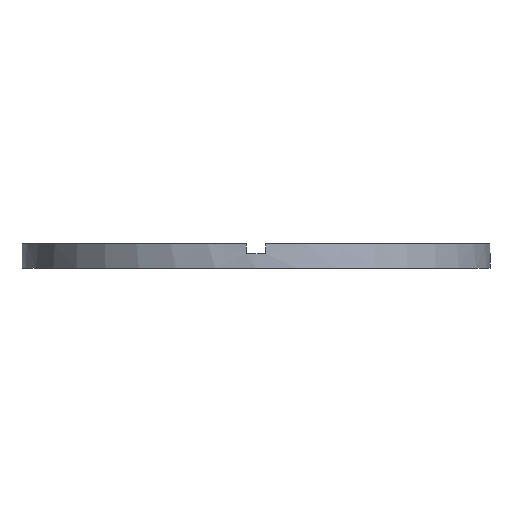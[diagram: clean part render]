
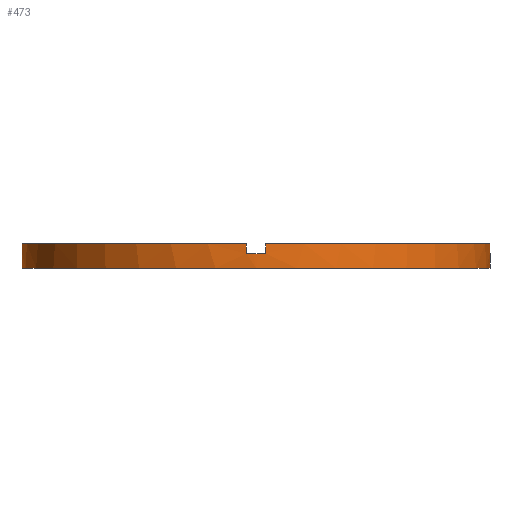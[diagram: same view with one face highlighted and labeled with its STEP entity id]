
A CAD part, front view. The second image highlights one B-rep face of the part: STEP entity #473.
In plain terms, the highlighted cylindrical face has radius 24 mm (diameter 48 mm), a partial arc.
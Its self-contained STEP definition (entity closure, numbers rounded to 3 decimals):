
#2 = CARTESIAN_POINT ( 'NONE',  ( 1., -23.979, 1.5 ) ) ;
#13 = VERTEX_POINT ( 'NONE', #703 ) ;
#18 = ORIENTED_EDGE ( 'NONE', *, *, #378, .F. ) ;
#19 = VERTEX_POINT ( 'NONE', #158 ) ;
#23 = ORIENTED_EDGE ( 'NONE', *, *, #393, .F. ) ;
#29 = VERTEX_POINT ( 'NONE', #502 ) ;
#37 = VECTOR ( 'NONE', #154, 1000. ) ;
#50 = ORIENTED_EDGE ( 'NONE', *, *, #303, .T. ) ;
#65 = CIRCLE ( 'NONE', #683, 24. ) ;
#66 = VERTEX_POINT ( 'NONE', #467 ) ;
#67 = CIRCLE ( 'NONE', #519, 24. ) ;
#75 = LINE ( 'NONE', #716, #326 ) ;
#76 = AXIS2_PLACEMENT_3D ( 'NONE', #133, #174, #425 ) ;
#79 = CARTESIAN_POINT ( 'NONE',  ( 0., 0., 1.5 ) ) ;
#89 = CARTESIAN_POINT ( 'NONE',  ( -24., 0., 2.5 ) ) ;
#128 = AXIS2_PLACEMENT_3D ( 'NONE', #735, #543, #290 ) ;
#130 = CARTESIAN_POINT ( 'NONE',  ( 0., 0., 2.5 ) ) ;
#133 = CARTESIAN_POINT ( 'NONE',  ( 0., 0., 2.5 ) ) ;
#137 = EDGE_CURVE ( 'NONE', #19, #691, #281, .T. ) ;
#141 = DIRECTION ( 'NONE',  ( 0., 0., -1. ) ) ;
#143 = EDGE_CURVE ( 'NONE', #66, #218, #586, .T. ) ;
#154 = DIRECTION ( 'NONE',  ( 0., 0., -1. ) ) ;
#158 = CARTESIAN_POINT ( 'NONE',  ( -23.979, -1., 2.5 ) ) ;
#170 = VERTEX_POINT ( 'NONE', #379 ) ;
#174 = DIRECTION ( 'NONE',  ( 0., 0., -1. ) ) ;
#195 = AXIS2_PLACEMENT_3D ( 'NONE', #130, #727, #518 ) ;
#202 = CARTESIAN_POINT ( 'NONE',  ( -23.979, -1., 1.5 ) ) ;
#208 = CARTESIAN_POINT ( 'NONE',  ( 1., -23.979, 2.5 ) ) ;
#209 = CIRCLE ( 'NONE', #736, 24. ) ;
#210 = CARTESIAN_POINT ( 'NONE',  ( -1., -23.979, 2.5 ) ) ;
#214 = CARTESIAN_POINT ( 'NONE',  ( 0., 0., 2.5 ) ) ;
#217 = EDGE_LOOP ( 'NONE', ( #531, #455, #464, #327, #569, #580, #275, #23, #560, #18, #50, #301 ) ) ;
#218 = VERTEX_POINT ( 'NONE', #551 ) ;
#244 = CARTESIAN_POINT ( 'NONE',  ( 0., 0., 0. ) ) ;
#260 = CARTESIAN_POINT ( 'NONE',  ( -23.979, -1., 2.5 ) ) ;
#275 = ORIENTED_EDGE ( 'NONE', *, *, #449, .T. ) ;
#281 = LINE ( 'NONE', #260, #37 ) ;
#290 = DIRECTION ( 'NONE',  ( 1., 0., 0. ) ) ;
#291 = VERTEX_POINT ( 'NONE', #2 ) ;
#295 = DIRECTION ( 'NONE',  ( 1., 0., 0. ) ) ;
#297 = DIRECTION ( 'NONE',  ( 0., 0., 1. ) ) ;
#301 = ORIENTED_EDGE ( 'NONE', *, *, #768, .T. ) ;
#303 = EDGE_CURVE ( 'NONE', #521, #317, #342, .T. ) ;
#317 = VERTEX_POINT ( 'NONE', #686 ) ;
#325 = CARTESIAN_POINT ( 'NONE',  ( 24., 0., 0. ) ) ;
#326 = VECTOR ( 'NONE', #328, 1000. ) ;
#327 = ORIENTED_EDGE ( 'NONE', *, *, #143, .F. ) ;
#328 = DIRECTION ( 'NONE',  ( 0., 0., -1. ) ) ;
#342 = LINE ( 'NONE', #89, #609 ) ;
#360 = VECTOR ( 'NONE', #485, 1000. ) ;
#361 = DIRECTION ( 'NONE',  ( 0., 0., 1. ) ) ;
#378 = EDGE_CURVE ( 'NONE', #521, #691, #610, .T. ) ;
#379 = CARTESIAN_POINT ( 'NONE',  ( 23.979, -1., 1.5 ) ) ;
#393 = EDGE_CURVE ( 'NONE', #19, #29, #67, .T. ) ;
#425 = DIRECTION ( 'NONE',  ( -1., 0., 0. ) ) ;
#427 = EDGE_CURVE ( 'NONE', #170, #13, #65, .T. ) ;
#430 = VERTEX_POINT ( 'NONE', #325 ) ;
#431 = EDGE_CURVE ( 'NONE', #170, #218, #601, .T. ) ;
#449 = EDGE_CURVE ( 'NONE', #699, #29, #632, .T. ) ;
#454 = CARTESIAN_POINT ( 'NONE',  ( 0., 0., 1.5 ) ) ;
#455 = ORIENTED_EDGE ( 'NONE', *, *, #427, .F. ) ;
#462 = EDGE_CURVE ( 'NONE', #66, #291, #634, .T. ) ;
#464 = ORIENTED_EDGE ( 'NONE', *, *, #431, .T. ) ;
#467 = CARTESIAN_POINT ( 'NONE',  ( 1., -23.979, 2.5 ) ) ;
#470 = DIRECTION ( 'NONE',  ( 1., 0., 0. ) ) ;
#473 = ADVANCED_FACE ( 'NONE', ( #640 ), #607, .T. ) ;
#484 = DIRECTION ( 'NONE',  ( 0., 0., -1. ) ) ;
#485 = DIRECTION ( 'NONE',  ( 0., 0., 1. ) ) ;
#489 = EDGE_CURVE ( 'NONE', #13, #430, #75, .T. ) ;
#490 = AXIS2_PLACEMENT_3D ( 'NONE', #244, #705, #470 ) ;
#502 = CARTESIAN_POINT ( 'NONE',  ( -1., -23.979, 2.5 ) ) ;
#518 = DIRECTION ( 'NONE',  ( 1., 0., 0. ) ) ;
#519 = AXIS2_PLACEMENT_3D ( 'NONE', #214, #678, #295 ) ;
#521 = VERTEX_POINT ( 'NONE', #700 ) ;
#531 = ORIENTED_EDGE ( 'NONE', *, *, #489, .F. ) ;
#543 = DIRECTION ( 'NONE',  ( 0., 0., 1. ) ) ;
#547 = CIRCLE ( 'NONE', #490, 24. ) ;
#551 = CARTESIAN_POINT ( 'NONE',  ( 23.979, -1., 2.5 ) ) ;
#560 = ORIENTED_EDGE ( 'NONE', *, *, #137, .T. ) ;
#569 = ORIENTED_EDGE ( 'NONE', *, *, #462, .T. ) ;
#580 = ORIENTED_EDGE ( 'NONE', *, *, #738, .F. ) ;
#586 = CIRCLE ( 'NONE', #195, 24. ) ;
#601 = LINE ( 'NONE', #773, #619 ) ;
#607 = CYLINDRICAL_SURFACE ( 'NONE', #76, 24. ) ;
#609 = VECTOR ( 'NONE', #141, 1000. ) ;
#610 = CIRCLE ( 'NONE', #128, 24. ) ;
#619 = VECTOR ( 'NONE', #297, 1000. ) ;
#632 = LINE ( 'NONE', #210, #360 ) ;
#634 = LINE ( 'NONE', #208, #641 ) ;
#640 = FACE_OUTER_BOUND ( 'NONE', #217, .T. ) ;
#641 = VECTOR ( 'NONE', #484, 1000. ) ;
#677 = DIRECTION ( 'NONE',  ( 0., 0., 1. ) ) ;
#678 = DIRECTION ( 'NONE',  ( 0., 0., 1. ) ) ;
#683 = AXIS2_PLACEMENT_3D ( 'NONE', #79, #677, #770 ) ;
#686 = CARTESIAN_POINT ( 'NONE',  ( -24., 0., 0. ) ) ;
#691 = VERTEX_POINT ( 'NONE', #202 ) ;
#699 = VERTEX_POINT ( 'NONE', #745 ) ;
#700 = CARTESIAN_POINT ( 'NONE',  ( -24., 0., 1.5 ) ) ;
#703 = CARTESIAN_POINT ( 'NONE',  ( 24., 0., 1.5 ) ) ;
#705 = DIRECTION ( 'NONE',  ( 0., 0., 1. ) ) ;
#716 = CARTESIAN_POINT ( 'NONE',  ( 24., 0., 2.5 ) ) ;
#727 = DIRECTION ( 'NONE',  ( 0., 0., 1. ) ) ;
#735 = CARTESIAN_POINT ( 'NONE',  ( 0., 0., 1.5 ) ) ;
#736 = AXIS2_PLACEMENT_3D ( 'NONE', #454, #361, #754 ) ;
#738 = EDGE_CURVE ( 'NONE', #699, #291, #209, .T. ) ;
#745 = CARTESIAN_POINT ( 'NONE',  ( -1., -23.979, 1.5 ) ) ;
#754 = DIRECTION ( 'NONE',  ( 1., 0., 0. ) ) ;
#768 = EDGE_CURVE ( 'NONE', #317, #430, #547, .T. ) ;
#770 = DIRECTION ( 'NONE',  ( 1., 0., 0. ) ) ;
#773 = CARTESIAN_POINT ( 'NONE',  ( 23.979, -1., 2.5 ) ) ;
